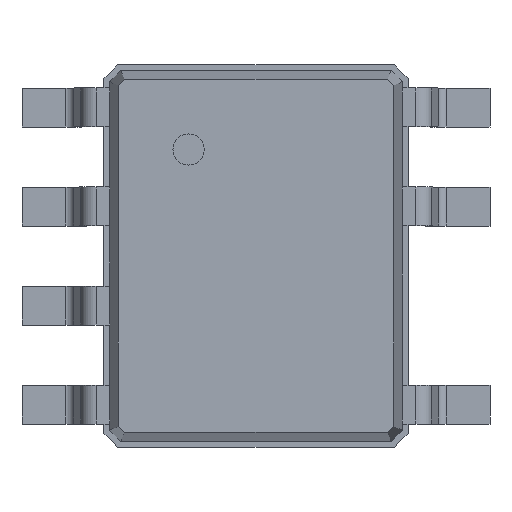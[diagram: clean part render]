
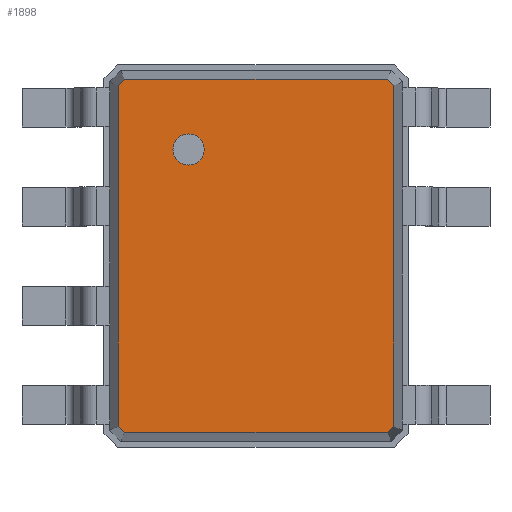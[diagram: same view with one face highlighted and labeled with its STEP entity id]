
A CAD part, top view. The second image highlights one B-rep face of the part: STEP entity #1898.
In plain terms, the highlighted planar face has unit normal (0, 0, 1).
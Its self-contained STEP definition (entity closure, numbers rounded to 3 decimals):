
#27=VECTOR('',#28,1.);
#28=DIRECTION('',(1.,0.,0.));
#51=VECTOR('',#52,1.);
#52=DIRECTION('',(0.707,-0.707,0.));
#58=VECTOR('',#59,1.);
#59=DIRECTION('',(0.,-1.,0.));
#65=VECTOR('',#66,1.);
#66=DIRECTION('',(-0.707,-0.707,0.));
#72=VECTOR('',#73,1.);
#73=DIRECTION('',(-1.,0.,0.));
#79=VECTOR('',#80,1.);
#80=DIRECTION('',(-0.707,0.707,0.));
#86=VECTOR('',#87,1.);
#87=DIRECTION('',(0.,1.,0.));
#91=VECTOR('',#92,1.);
#92=DIRECTION('',(0.707,0.707,0.));
#711=DIRECTION('',(0.,0.,-1.));
#746=VERTEX_POINT('',#747);
#747=CARTESIAN_POINT('',(-1.764,2.182,1.6));
#750=EDGE_CURVE('',#751,#746,#753,.T.);
#751=VERTEX_POINT('',#752);
#752=CARTESIAN_POINT('',(-1.764,-2.182,1.6));
#753=LINE('',#752,#86);
#764=VERTEX_POINT('',#765);
#765=CARTESIAN_POINT('',(-1.682,2.264,1.6));
#768=EDGE_CURVE('',#746,#764,#769,.T.);
#769=LINE('',#747,#91);
#778=VERTEX_POINT('',#779);
#779=CARTESIAN_POINT('',(1.682,2.264,1.6));
#782=EDGE_CURVE('',#764,#778,#783,.T.);
#783=LINE('',#765,#27);
#792=VERTEX_POINT('',#793);
#793=CARTESIAN_POINT('',(1.764,2.182,1.6));
#796=EDGE_CURVE('',#778,#792,#797,.T.);
#797=LINE('',#779,#51);
#830=VERTEX_POINT('',#831);
#831=CARTESIAN_POINT('',(1.764,-2.182,1.6));
#834=EDGE_CURVE('',#792,#830,#835,.T.);
#835=LINE('',#793,#58);
#1898=ADVANCED_FACE('',(#1899,#1919),#1929,.F.);
#1899=FACE_BOUND('',#1900,.F.);
#1900=EDGE_LOOP('',(#1901,#1902,#1903,#1904,#1909,#1914,#1917,#1918));
#1901=ORIENTED_EDGE('',*,*,#782,.T.);
#1902=ORIENTED_EDGE('',*,*,#796,.T.);
#1903=ORIENTED_EDGE('',*,*,#834,.T.);
#1904=ORIENTED_EDGE('',*,*,#1905,.T.);
#1905=EDGE_CURVE('',#830,#1906,#1908,.T.);
#1906=VERTEX_POINT('',#1907);
#1907=CARTESIAN_POINT('',(1.682,-2.264,1.6));
#1908=LINE('',#831,#65);
#1909=ORIENTED_EDGE('',*,*,#1910,.T.);
#1910=EDGE_CURVE('',#1906,#1911,#1913,.T.);
#1911=VERTEX_POINT('',#1912);
#1912=CARTESIAN_POINT('',(-1.682,-2.264,1.6));
#1913=LINE('',#1907,#72);
#1914=ORIENTED_EDGE('',*,*,#1915,.T.);
#1915=EDGE_CURVE('',#1911,#751,#1916,.T.);
#1916=LINE('',#1912,#79);
#1917=ORIENTED_EDGE('',*,*,#750,.T.);
#1918=ORIENTED_EDGE('',*,*,#768,.T.);
#1919=FACE_BOUND('',#1920,.F.);
#1920=EDGE_LOOP('',(#1921));
#1921=ORIENTED_EDGE('',*,*,#1922,.F.);
#1922=EDGE_CURVE('',#1923,#1923,#1925,.T.);
#1923=VERTEX_POINT('',#1924);
#1924=CARTESIAN_POINT('',(-0.864,1.164,1.6));
#1925=CIRCLE('',#1926,0.2);
#1926=AXIS2_PLACEMENT_3D('',#1927,#1928,#59);
#1927=CARTESIAN_POINT('',(-0.864,1.364,1.6));
#1928=DIRECTION('',(0.,-0.,-1.));
#1929=PLANE('',#1930);
#1930=AXIS2_PLACEMENT_3D('',#765,#711,#1931);
#1931=DIRECTION('',(0.596,-0.803,0.));
